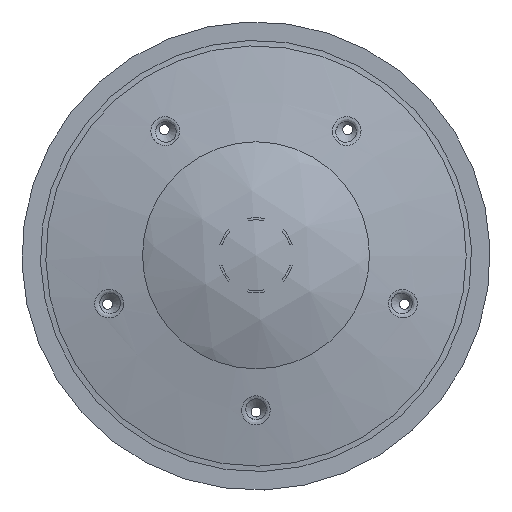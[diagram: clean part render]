
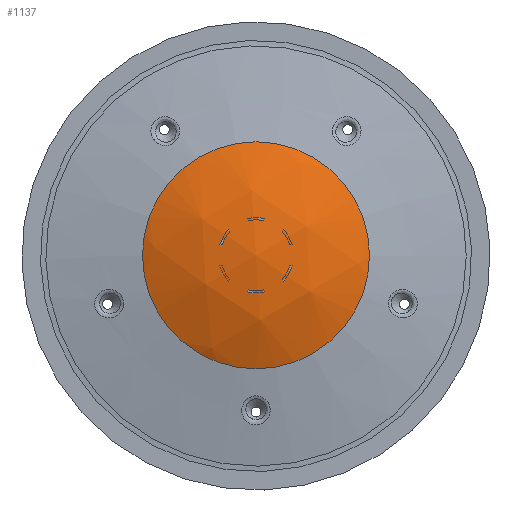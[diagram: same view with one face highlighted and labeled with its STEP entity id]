
A CAD part, top view. The second image highlights one B-rep face of the part: STEP entity #1137.
In plain terms, the highlighted spherical face has radius 1867.78 mm.
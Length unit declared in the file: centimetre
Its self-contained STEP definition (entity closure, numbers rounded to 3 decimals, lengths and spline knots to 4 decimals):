
#136=SPHERICAL_SURFACE('',#1376,186.7778);
#139=FACE_OUTER_BOUND('',#216,.T.);
#216=EDGE_LOOP('',(#721));
#305=CIRCLE('',#1374,80.);
#389=VERTEX_POINT('',#1903);
#518=EDGE_CURVE('',#389,#389,#305,.T.);
#721=ORIENTED_EDGE('',*,*,#518,.F.);
#1137=ADVANCED_FACE('',(#139),#136,.T.);
#1374=AXIS2_PLACEMENT_3D('',#1905,#1530,#1531);
#1376=AXIS2_PLACEMENT_3D('',#1907,#1534,#1535);
#1530=DIRECTION('center_axis',(0.,0.,
-1.));
#1531=DIRECTION('ref_axis',(0.866,0.5,0.));
#1534=DIRECTION('center_axis',(0.5,-0.866,0.));
#1535=DIRECTION('ref_axis',(0.866,0.5,0.));
#1903=CARTESIAN_POINT('',(2910.6546,-1070.1082,125.52));
#1905=CARTESIAN_POINT('Origin',(2841.3726,-1110.1082,125.52));
#1907=CARTESIAN_POINT('Origin',(2841.3726,-1110.1082,-43.2578));
